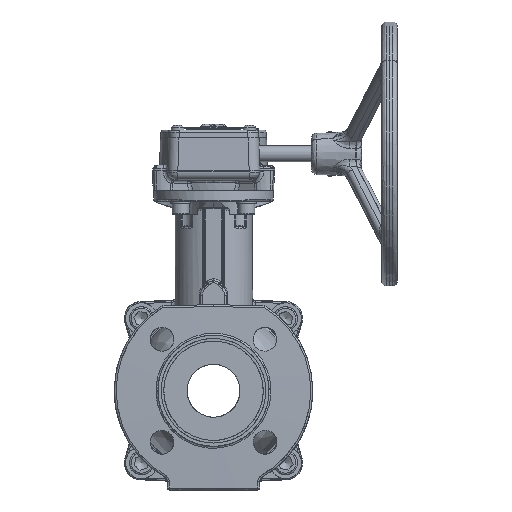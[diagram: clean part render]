
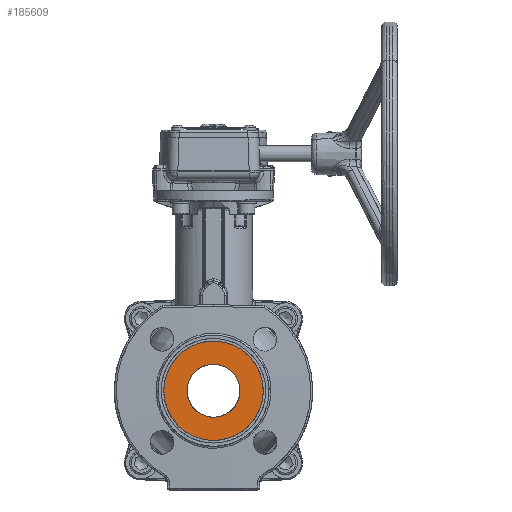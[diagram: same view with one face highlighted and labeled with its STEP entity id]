
A CAD part, left-side view. The second image highlights one B-rep face of the part: STEP entity #185609.
In plain terms, the highlighted planar face has unit normal (-1, 0, 0).
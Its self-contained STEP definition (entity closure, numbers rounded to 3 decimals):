
#185570=CARTESIAN_POINT('',(-79.6,0.,42.));
#185571=DIRECTION('',(1.,0.,0.));
#185572=DIRECTION('',(0.,0.,-1.));
#185573=AXIS2_PLACEMENT_3D('',#185570,#185571,#185572);
#185574=PLANE('',#185573);
#185575=CARTESIAN_POINT('',(-79.6,-0.,-37.5));
#185576=VERTEX_POINT('',#185575);
#185577=CARTESIAN_POINT('',(-79.6,-0.,-37.5));
#185578=CARTESIAN_POINT('',(-79.6,37.5,-37.5));
#185579=CARTESIAN_POINT('',(-79.6,37.5,0.));
#185580=CARTESIAN_POINT('',(-79.6,37.5,37.5));
#185581=CARTESIAN_POINT('',(-79.6,0.,37.5));
#185582=CARTESIAN_POINT('',(-79.6,-37.5,37.5));
#185583=CARTESIAN_POINT('',(-79.6,-37.5,0.));
#185584=CARTESIAN_POINT('',(-79.6,-37.5,-37.5));
#185585=CARTESIAN_POINT('',(-79.6,-0.,-37.5));
#185586=(BOUNDED_CURVE()
B_SPLINE_CURVE(2,(#185577,#185578,#185579,#185580,#185581,#185582,#185583,#185584,#185585),.UNSPECIFIED.,.T.,.F.)
B_SPLINE_CURVE_WITH_KNOTS((3,2,2,2,3),(180.,270.,360.,450.,540.),.UNSPECIFIED.)
CURVE()
GEOMETRIC_REPRESENTATION_ITEM()
RATIONAL_B_SPLINE_CURVE((1.,0.707,1.,0.707,1.,0.707,1.,0.707,1.))
REPRESENTATION_ITEM(''));
#185587=EDGE_CURVE('',#185576,#185576,#185586,.T.);
#185588=ORIENTED_EDGE('',*,*,#185587,.F.);
#185589=EDGE_LOOP('',(#185588));
#185590=FACE_BOUND('',#185589,.T.);
#185591=CARTESIAN_POINT('',(-79.6,17.441,9.778));
#185592=VERTEX_POINT('',#185591);
#185593=CARTESIAN_POINT('',(-79.6,17.441,9.778));
#185594=CARTESIAN_POINT('',(-79.6,19.995,5.223));
#185595=CARTESIAN_POINT('',(-79.6,19.995,0.));
#185596=CARTESIAN_POINT('',(-79.6,19.995,-19.995));
#185597=CARTESIAN_POINT('',(-79.6,0.,-19.995));
#185598=CARTESIAN_POINT('',(-79.6,-19.995,-19.995));
#185599=CARTESIAN_POINT('',(-79.6,-19.995,0.));
#185600=CARTESIAN_POINT('',(-79.6,-19.995,19.995));
#185601=CARTESIAN_POINT('',(-79.6,-0.,19.995));
#185602=CARTESIAN_POINT('',(-79.6,11.713,19.995));
#185603=CARTESIAN_POINT('',(-79.6,17.441,9.778));
#185604=(BOUNDED_CURVE()
B_SPLINE_CURVE(2,(#185593,#185594,#185595,#185596,#185597,#185598,#185599,#185600,#185601,#185602,#185603),.UNSPECIFIED.,.T.,.F.)
B_SPLINE_CURVE_WITH_KNOTS((3,2,2,2,2,3),(300.,330.,420.,510.,600.,660.),.UNSPECIFIED.)
CURVE()
GEOMETRIC_REPRESENTATION_ITEM()
RATIONAL_B_SPLINE_CURVE((0.87,0.902,1.,0.707,1.,0.707,1.,0.707,1.,0.805,0.87))
REPRESENTATION_ITEM(''));
#185605=EDGE_CURVE('',#185592,#185592,#185604,.T.);
#185606=ORIENTED_EDGE('',*,*,#185605,.F.);
#185607=EDGE_LOOP('',(#185606));
#185608=FACE_BOUND('',#185607,.T.);
#185609=ADVANCED_FACE('',(#185590,#185608),#185574,.F.);
